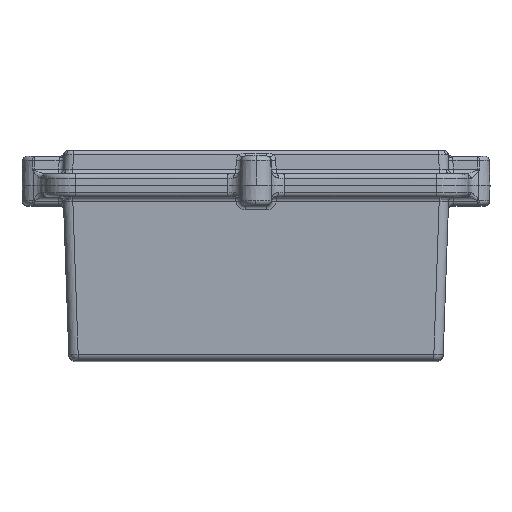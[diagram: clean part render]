
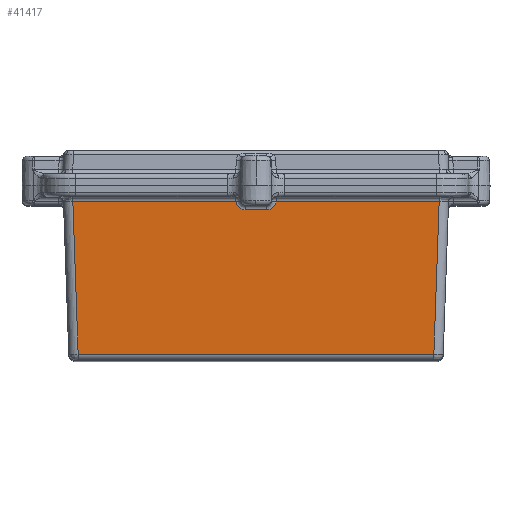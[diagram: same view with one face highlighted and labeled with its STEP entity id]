
A CAD part, top view. The second image highlights one B-rep face of the part: STEP entity #41417.
In plain terms, the highlighted planar face has unit normal (0, -0.035, 0.999).
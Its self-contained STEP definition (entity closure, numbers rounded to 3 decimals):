
#15809 = CARTESIAN_POINT ( 'NONE',  ( -8.587, 68.07, 122.258 ) ) ;
#15837 = CARTESIAN_POINT ( 'NONE',  ( 8.587, 68.07, 122.258 ) ) ;
#15838 = DIRECTION ( 'NONE',  ( -1., 0., 0. ) ) ;
#15839 = CARTESIAN_POINT ( 'NONE',  ( 6.655, 68.07, 122.258 ) ) ;
#15880 = VECTOR ( 'NONE', #15838, 1000. ) ;
#15881 = LINE ( 'NONE', #15839, #15880 ) ;
#15915 = CARTESIAN_POINT ( 'NONE',  ( -78.26, 68.07, 122.258 ) ) ;
#15918 = CARTESIAN_POINT ( 'NONE',  ( 78.26, 68.07, 122.258 ) ) ;
#15920 = DIRECTION ( 'NONE',  ( 1., 0., 0. ) ) ;
#15921 = CARTESIAN_POINT ( 'NONE',  ( -82.5, 2.895, 119.982 ) ) ;
#15932 = LINE ( 'NONE', #15921, #15959 ) ;
#15954 = PLANE ( 'NONE',  #15978 ) ;
#15955 = CARTESIAN_POINT ( 'NONE',  ( -75.984, 2.895, 119.982 ) ) ;
#15959 = VECTOR ( 'NONE', #15920, 1000. ) ;
#15960 = DIRECTION ( 'NONE',  ( 0.035, -0.999, -0.035 ) ) ;
#15961 = VECTOR ( 'NONE', #15960, 1000. ) ;
#15963 = CARTESIAN_POINT ( 'NONE',  ( -78.507, 75.139, 122.505 ) ) ;
#15968 = LINE ( 'NONE', #15963, #15961 ) ;
#15978 = AXIS2_PLACEMENT_3D ( 'NONE', #15999, #15987, #15986 ) ;
#15981 = CARTESIAN_POINT ( 'NONE',  ( 4.618, 64.57, 122.136 ) ) ;
#15982 = CARTESIAN_POINT ( 'NONE',  ( 6.735, 64.57, 122.136 ) ) ;
#15983 = CARTESIAN_POINT ( 'NONE',  ( 8.322, 65.97, 122.185 ) ) ;
#15984 = CARTESIAN_POINT ( 'NONE',  ( 8.587, 68.07, 122.258 ) ) ;
#15985 =( BOUNDED_CURVE ( )  B_SPLINE_CURVE ( 3, ( #15984, #15983, #15982, #15981 ),
 .UNSPECIFIED., .F., .T. ) 
 B_SPLINE_CURVE_WITH_KNOTS ( ( 4, 4 ),
 ( 4.838, 6.283 ),
 .UNSPECIFIED. ) 
 CURVE ( )  GEOMETRIC_REPRESENTATION_ITEM ( )  RATIONAL_B_SPLINE_CURVE ( ( 1., 0.833, 0.833, 1. ) ) 
 REPRESENTATION_ITEM ( '' )  );
#15986 = DIRECTION ( 'NONE',  ( 0., -0.999, -0.035 ) ) ;
#15987 = DIRECTION ( 'NONE',  ( 0., -0.035, 0.999 ) ) ;
#15988 = CARTESIAN_POINT ( 'NONE',  ( -4.618, 64.57, 122.136 ) ) ;
#15991 = LINE ( 'NONE', #16024, #16023 ) ;
#15998 = FACE_OUTER_BOUND ( 'NONE', #41285, .T. ) ;
#15999 = CARTESIAN_POINT ( 'NONE',  ( -82.5, 75., 122.5 ) ) ;
#16004 = DIRECTION ( 'NONE',  ( -1., 0., 0. ) ) ;
#16005 = VECTOR ( 'NONE', #16004, 1000. ) ;
#16006 = CARTESIAN_POINT ( 'NONE',  ( -78.328, 68.07, 122.258 ) ) ;
#16008 = CARTESIAN_POINT ( 'NONE',  ( -8.587, 68.07, 122.258 ) ) ;
#16009 = CARTESIAN_POINT ( 'NONE',  ( -8.322, 65.97, 122.185 ) ) ;
#16010 = CARTESIAN_POINT ( 'NONE',  ( -6.735, 64.57, 122.136 ) ) ;
#16011 = CARTESIAN_POINT ( 'NONE',  ( -4.618, 64.57, 122.136 ) ) ;
#16013 =( BOUNDED_CURVE ( )  B_SPLINE_CURVE ( 3, ( #16011, #16010, #16009, #16008 ),
 .UNSPECIFIED., .F., .T. ) 
 B_SPLINE_CURVE_WITH_KNOTS ( ( 4, 4 ),
 ( 3.142, 4.587 ),
 .UNSPECIFIED. ) 
 CURVE ( )  GEOMETRIC_REPRESENTATION_ITEM ( )  RATIONAL_B_SPLINE_CURVE ( ( 1., 0.833, 0.833, 1. ) ) 
 REPRESENTATION_ITEM ( '' )  );
#16015 = LINE ( 'NONE', #16006, #16005 ) ;
#16016 = DIRECTION ( 'NONE',  ( 0.035, 0.999, 0.035 ) ) ;
#16017 = VECTOR ( 'NONE', #16016, 1000. ) ;
#16018 = CARTESIAN_POINT ( 'NONE',  ( 78.307, 69.391, 122.304 ) ) ;
#16020 = LINE ( 'NONE', #16018, #16017 ) ;
#16022 = DIRECTION ( 'NONE',  ( -1., 0., 0. ) ) ;
#16023 = VECTOR ( 'NONE', #16022, 1000. ) ;
#16024 = CARTESIAN_POINT ( 'NONE',  ( -4.618, 64.57, 122.136 ) ) ;
#16025 = CARTESIAN_POINT ( 'NONE',  ( 75.984, 2.895, 119.982 ) ) ;
#16053 = CARTESIAN_POINT ( 'NONE',  ( 4.618, 64.57, 122.136 ) ) ;
#41272 = VERTEX_POINT ( 'NONE', #15837 ) ;
#41274 = VERTEX_POINT ( 'NONE', #15809 ) ;
#41279 = ORIENTED_EDGE ( 'NONE', *, *, #41427, .T. ) ;
#41282 = EDGE_CURVE ( 'NONE', #41302, #41272, #15881, .T. ) ;
#41285 = EDGE_LOOP ( 'NONE', ( #41421, #41419, #41279, #41434, #41388, #41439, #41437, #41409 ) ) ;
#41302 = VERTEX_POINT ( 'NONE', #15918 ) ;
#41307 = VERTEX_POINT ( 'NONE', #15915 ) ;
#41388 = ORIENTED_EDGE ( 'NONE', *, *, #41441, .T. ) ;
#41389 = EDGE_CURVE ( 'NONE', #41307, #41449, #15968, .T. ) ;
#41396 = EDGE_CURVE ( 'NONE', #41449, #41429, #15932, .T. ) ;
#41409 = ORIENTED_EDGE ( 'NONE', *, *, #41431, .T. ) ;
#41417 = ADVANCED_FACE ( 'NONE', ( #15998 ), #15954, .T. ) ;
#41419 = ORIENTED_EDGE ( 'NONE', *, *, #41423, .T. ) ;
#41421 = ORIENTED_EDGE ( 'NONE', *, *, #41282, .T. ) ;
#41423 = EDGE_CURVE ( 'NONE', #41272, #41450, #15985, .T. ) ;
#41425 = VERTEX_POINT ( 'NONE', #15988 ) ;
#41427 = EDGE_CURVE ( 'NONE', #41450, #41425, #15991, .T. ) ;
#41429 = VERTEX_POINT ( 'NONE', #16025 ) ;
#41431 = EDGE_CURVE ( 'NONE', #41429, #41302, #16020, .T. ) ;
#41434 = ORIENTED_EDGE ( 'NONE', *, *, #41436, .T. ) ;
#41436 = EDGE_CURVE ( 'NONE', #41425, #41274, #16013, .T. ) ;
#41437 = ORIENTED_EDGE ( 'NONE', *, *, #41396, .T. ) ;
#41439 = ORIENTED_EDGE ( 'NONE', *, *, #41389, .T. ) ;
#41441 = EDGE_CURVE ( 'NONE', #41274, #41307, #16015, .T. ) ;
#41449 = VERTEX_POINT ( 'NONE', #15955 ) ;
#41450 = VERTEX_POINT ( 'NONE', #16053 ) ;
